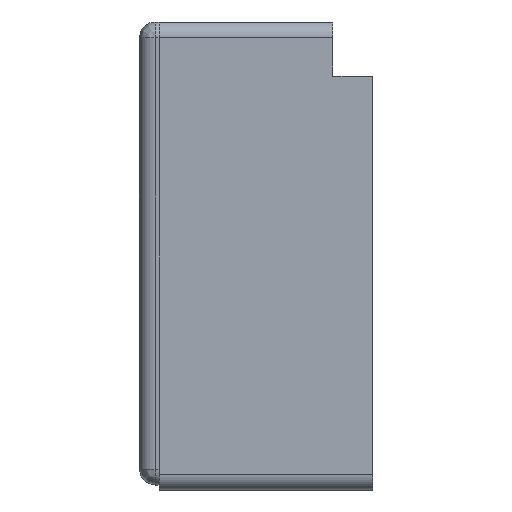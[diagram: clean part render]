
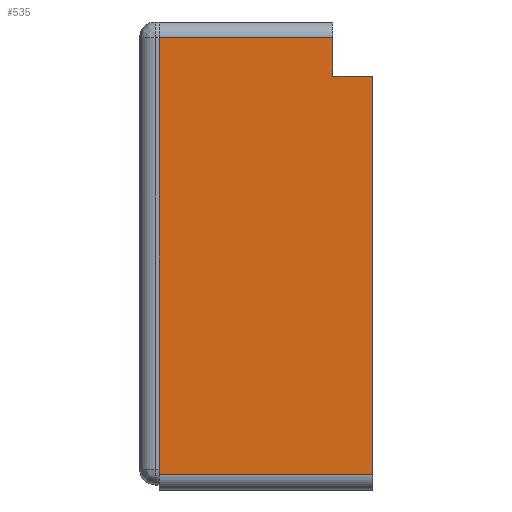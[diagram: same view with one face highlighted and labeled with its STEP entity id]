
A CAD part, left-side view. The second image highlights one B-rep face of the part: STEP entity #535.
In plain terms, the highlighted planar face has unit normal (-1, 0, 0).
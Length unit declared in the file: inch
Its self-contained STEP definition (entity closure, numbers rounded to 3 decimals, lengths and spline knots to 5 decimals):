
#14 = LINE ( 'NONE', #948, #955 ) ;
#29 = AXIS2_PLACEMENT_3D ( 'NONE', #815, #496, #68 ) ;
#31 = CARTESIAN_POINT ( 'NONE',  ( -1.23031, -0.19035, -0.13386 ) ) ;
#32 = CARTESIAN_POINT ( 'NONE',  ( -1.23031, 0.28878, -1.11996 ) ) ;
#35 = CARTESIAN_POINT ( 'NONE',  ( -1.23031, 0.23957, -0.03937 ) ) ;
#41 = LINE ( 'NONE', #467, #721 ) ;
#68 = DIRECTION ( 'NONE',  ( 0., 0., -1. ) ) ;
#94 = VECTOR ( 'NONE', #882, 39.37008 ) ;
#101 = EDGE_CURVE ( 'NONE', #695, #116, #881, .T. ) ;
#116 = VERTEX_POINT ( 'NONE', #31 ) ;
#136 = VERTEX_POINT ( 'NONE', #382 ) ;
#142 = EDGE_CURVE ( 'NONE', #116, #360, #41, .T. ) ;
#145 = PLANE ( 'NONE',  #29 ) ;
#204 = CARTESIAN_POINT ( 'NONE',  ( -1.23031, -0.19035, -0.03937 ) ) ;
#223 = DIRECTION ( 'NONE',  ( 0., 0., 1. ) ) ;
#229 = VERTEX_POINT ( 'NONE', #35 ) ;
#247 = EDGE_LOOP ( 'NONE', ( #819, #356, #300, #507, #555, #764 ) ) ;
#273 = VECTOR ( 'NONE', #413, 39.37008 ) ;
#300 = ORIENTED_EDGE ( 'NONE', *, *, #142, .F. ) ;
#305 = CARTESIAN_POINT ( 'NONE',  ( -1.23031, 0.23957, -1.11996 ) ) ;
#309 = LINE ( 'NONE', #478, #273 ) ;
#312 = VECTOR ( 'NONE', #223, 39.37008 ) ;
#339 = DIRECTION ( 'NONE',  ( 0., 0., 1. ) ) ;
#348 = VECTOR ( 'NONE', #1049, 39.37008 ) ;
#356 = ORIENTED_EDGE ( 'NONE', *, *, #923, .T. ) ;
#360 = VERTEX_POINT ( 'NONE', #579 ) ;
#382 = CARTESIAN_POINT ( 'NONE',  ( -1.23031, -0.28878, -1.11996 ) ) ;
#413 = DIRECTION ( 'NONE',  ( 0., -1., 0. ) ) ;
#467 = CARTESIAN_POINT ( 'NONE',  ( -1.23031, 0.28878, -0.13386 ) ) ;
#478 = CARTESIAN_POINT ( 'NONE',  ( -1.23031, 0.28878, -0.03937 ) ) ;
#496 = DIRECTION ( 'NONE',  ( 1., 0., 0. ) ) ;
#507 = ORIENTED_EDGE ( 'NONE', *, *, #101, .F. ) ;
#522 = EDGE_CURVE ( 'NONE', #686, #229, #659, .T. ) ;
#535 = ADVANCED_FACE ( 'NONE', ( #992 ), #145, .F. ) ;
#555 = ORIENTED_EDGE ( 'NONE', *, *, #1102, .F. ) ;
#579 = CARTESIAN_POINT ( 'NONE',  ( -1.23031, -0.28878, -0.13386 ) ) ;
#650 = DIRECTION ( 'NONE',  ( 0., -1., 0. ) ) ;
#659 = LINE ( 'NONE', #736, #312 ) ;
#686 = VERTEX_POINT ( 'NONE', #305 ) ;
#695 = VERTEX_POINT ( 'NONE', #204 ) ;
#705 = CARTESIAN_POINT ( 'NONE',  ( -1.23031, -0.19035, 0. ) ) ;
#721 = VECTOR ( 'NONE', #650, 39.37008 ) ;
#723 = EDGE_CURVE ( 'NONE', #136, #686, #990, .T. ) ;
#736 = CARTESIAN_POINT ( 'NONE',  ( -1.23031, 0.23957, 0. ) ) ;
#764 = ORIENTED_EDGE ( 'NONE', *, *, #522, .F. ) ;
#815 = CARTESIAN_POINT ( 'NONE',  ( -1.23031, 0.28878, 0. ) ) ;
#819 = ORIENTED_EDGE ( 'NONE', *, *, #723, .F. ) ;
#881 = LINE ( 'NONE', #705, #348 ) ;
#882 = DIRECTION ( 'NONE',  ( 0., 1., 0. ) ) ;
#923 = EDGE_CURVE ( 'NONE', #136, #360, #14, .T. ) ;
#948 = CARTESIAN_POINT ( 'NONE',  ( -1.23031, -0.28878, -9.61961 ) ) ;
#955 = VECTOR ( 'NONE', #339, 39.37008 ) ;
#990 = LINE ( 'NONE', #32, #94 ) ;
#992 = FACE_OUTER_BOUND ( 'NONE', #247, .T. ) ;
#1049 = DIRECTION ( 'NONE',  ( 0., 0., -1. ) ) ;
#1102 = EDGE_CURVE ( 'NONE', #229, #695, #309, .T. ) ;
